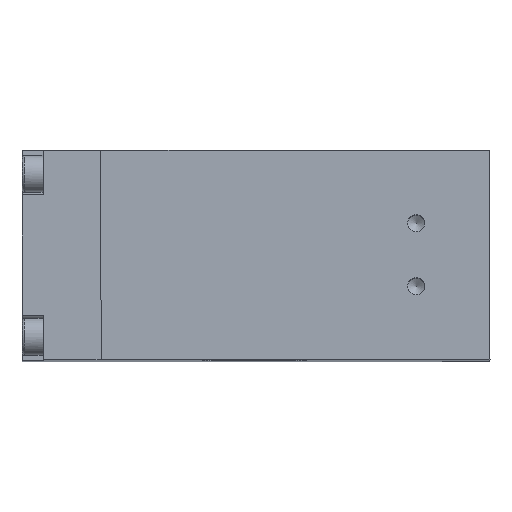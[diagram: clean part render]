
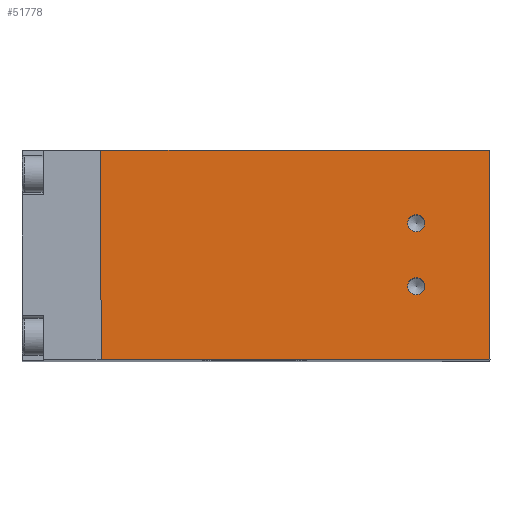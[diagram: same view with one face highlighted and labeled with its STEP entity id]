
A CAD part, front view. The second image highlights one B-rep face of the part: STEP entity #51778.
In plain terms, the highlighted planar face has unit normal (0, -1, 0.009).
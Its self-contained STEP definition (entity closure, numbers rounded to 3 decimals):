
#4057=FACE_BOUND('',#8046,.T.);
#4058=FACE_BOUND('',#8047,.T.);
#4259=CIRCLE('',#54395,1.621);
#4261=CIRCLE('',#54399,1.621);
#5377=FACE_OUTER_BOUND('',#8045,.T.);
#8045=EDGE_LOOP('',(#35069,#35070,#35071,#35072));
#8046=EDGE_LOOP('',(#35073));
#8047=EDGE_LOOP('',(#35074));
#10828=LINE('',#68593,#15979);
#10997=LINE('',#69501,#16148);
#10999=LINE('',#69507,#16150);
#11005=LINE('',#69519,#16156);
#15979=VECTOR('',#57443,10.);
#16148=VECTOR('',#57754,10.);
#16150=VECTOR('',#57760,10.);
#16156=VECTOR('',#57778,10.);
#21138=VERTEX_POINT('',#68590);
#21139=VERTEX_POINT('',#68592);
#21150=VERTEX_POINT('',#68617);
#21153=VERTEX_POINT('',#68626);
#21307=VERTEX_POINT('',#69499);
#21309=VERTEX_POINT('',#69505);
#26769=EDGE_CURVE('',#21138,#21139,#10828,.T.);
#26781=EDGE_CURVE('',#21150,#21150,#4259,.T.);
#26785=EDGE_CURVE('',#21153,#21153,#4261,.T.);
#27018=EDGE_CURVE('',#21138,#21307,#10997,.T.);
#27021=EDGE_CURVE('',#21307,#21309,#10999,.T.);
#27027=EDGE_CURVE('',#21309,#21139,#11005,.T.);
#35069=ORIENTED_EDGE('',*,*,#27018,.T.);
#35070=ORIENTED_EDGE('',*,*,#27021,.T.);
#35071=ORIENTED_EDGE('',*,*,#27027,.T.);
#35072=ORIENTED_EDGE('',*,*,#26769,.F.);
#35073=ORIENTED_EDGE('',*,*,#26781,.T.);
#35074=ORIENTED_EDGE('',*,*,#26785,.T.);
#48547=PLANE('',#54466);
#51778=ADVANCED_FACE('',(#5377,#4057,#4058),#48547,.T.);
#54395=AXIS2_PLACEMENT_3D('',#68618,#57464,#57465);
#54399=AXIS2_PLACEMENT_3D('',#68627,#57474,#57475);
#54466=AXIS2_PLACEMENT_3D('',#69518,#57776,#57777);
#57443=DIRECTION('',(-1.,0.,-0.001));
#57464=DIRECTION('center_axis',(0.,1.,
-0.009));
#57465=DIRECTION('ref_axis',(-0.001,0.009,1.));
#57474=DIRECTION('center_axis',(0.,1.,
-0.009));
#57475=DIRECTION('ref_axis',(-0.001,0.009,1.));
#57754=DIRECTION('',(-0.001,0.009,1.));
#57760=DIRECTION('',(-1.,0.,-0.001));
#57776=DIRECTION('center_axis',(0.,-1.,
0.009));
#57777=DIRECTION('ref_axis',(-0.001,0.009,1.));
#57778=DIRECTION('',(0.001,-0.009,-1.));
#68590=CARTESIAN_POINT('',(86.695,0.497,-1.707));
#68592=CARTESIAN_POINT('',(12.695,0.496,-1.788));
#68593=CARTESIAN_POINT('',(86.695,0.497,-1.707));
#68617=CARTESIAN_POINT('',(72.669,0.71,22.556));
#68618=CARTESIAN_POINT('Origin',(72.667,0.725,24.177));
#68626=CARTESIAN_POINT('',(72.682,0.605,10.556));
#68627=CARTESIAN_POINT('Origin',(72.68,0.619,12.177));
#69499=CARTESIAN_POINT('',(86.652,0.847,38.091));
#69501=CARTESIAN_POINT('',(86.695,0.497,-1.707));
#69505=CARTESIAN_POINT('',(12.652,0.846,38.011));
#69507=CARTESIAN_POINT('',(86.652,0.847,38.091));
#69518=CARTESIAN_POINT('Origin',(86.695,0.497,-1.707));
#69519=CARTESIAN_POINT('',(12.652,0.846,38.011));
